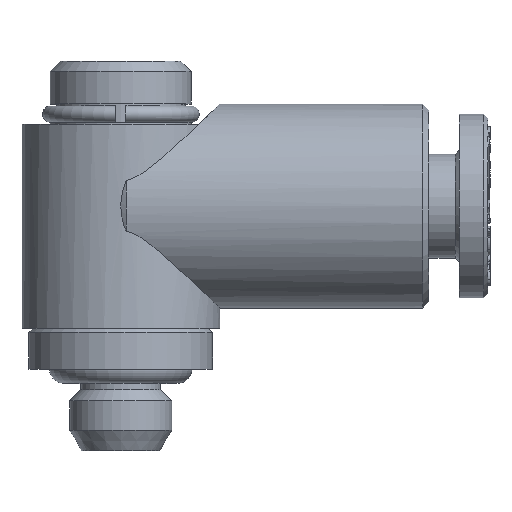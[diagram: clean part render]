
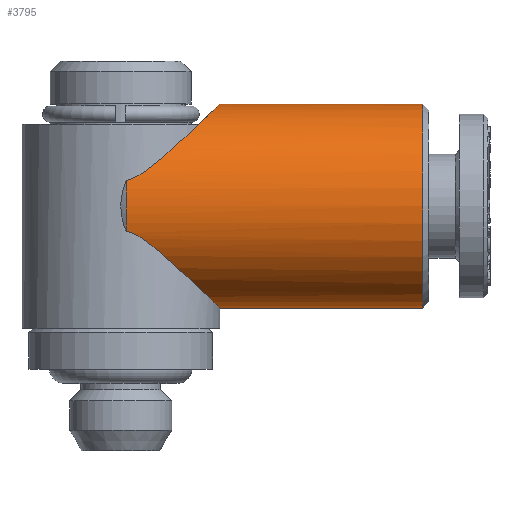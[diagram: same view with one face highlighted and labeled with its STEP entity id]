
A CAD part, top view. The second image highlights one B-rep face of the part: STEP entity #3795.
In plain terms, the highlighted cylindrical face has radius 5 mm (diameter 10 mm), a full revolution.
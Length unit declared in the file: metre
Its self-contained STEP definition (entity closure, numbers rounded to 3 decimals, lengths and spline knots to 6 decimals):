
#29=CYLINDRICAL_SURFACE('',#5622,0.005);
#52=CIRCLE('',#5536,0.005);
#55=CIRCLE('',#5551,0.005);
#64=CIRCLE('',#5578,0.005);
#1451=ORIENTED_EDGE('',*,*,#2115,.T.);
#1452=ORIENTED_EDGE('',*,*,#2180,.F.);
#1453=ORIENTED_EDGE('',*,*,#2093,.T.);
#1454=ORIENTED_EDGE('',*,*,#2240,.F.);
#1455=ORIENTED_EDGE('',*,*,#2091,.T.);
#1456=ORIENTED_EDGE('',*,*,#2193,.T.);
#1457=ORIENTED_EDGE('',*,*,#2095,.T.);
#2091=EDGE_CURVE('',#2607,#2605,#2859,.T.);
#2093=EDGE_CURVE('',#2609,#2608,#2861,.T.);
#2095=EDGE_CURVE('',#2606,#2610,#2863,.T.);
#2115=EDGE_CURVE('',#2626,#2626,#52,.T.);
#2180=EDGE_CURVE('',#2609,#2610,#55,.T.);
#2193=EDGE_CURVE('',#2605,#2606,#2882,.T.);
#2240=EDGE_CURVE('',#2607,#2608,#64,.T.);
#2605=VERTEX_POINT('',#7978);
#2606=VERTEX_POINT('',#7979);
#2607=VERTEX_POINT('',#7987);
#2608=VERTEX_POINT('',#7993);
#2609=VERTEX_POINT('',#8008);
#2610=VERTEX_POINT('',#8014);
#2626=VERTEX_POINT('',#8064);
#2859=B_SPLINE_CURVE_WITH_KNOTS('',3,(#7980,#7981,#7982,#7983,#7984,#7985,
#7986),.UNSPECIFIED.,.F.,.F.,(4,1,1,1,4),(0.,0.001244,0.002488,
0.003732,0.004976),.UNSPECIFIED.);
#2861=B_SPLINE_CURVE_WITH_KNOTS('',3,(#7994,#7995,#7996,#7997,#7998,#7999,
#8000,#8001,#8002,#8003,#8004,#8005,#8006,#8007),.UNSPECIFIED.,.F.,.F.,
(4,1,1,1,1,1,1,1,1,1,1,4),(0.,0.001049,0.002098,0.003147,
0.004196,0.006293,0.008391,0.010489,
0.012587,0.014685,0.015734,0.016783),
 .UNSPECIFIED.);
#2863=B_SPLINE_CURVE_WITH_KNOTS('',3,(#8015,#8016,#8017,#8018,#8019,#8020,
#8021),.UNSPECIFIED.,.F.,.F.,(4,1,1,1,4),(0.,0.001234,
0.002467,0.003701,0.004935),
 .UNSPECIFIED.);
#2882=B_SPLINE_CURVE_WITH_KNOTS('',3,(#8698,#8699,#8700,#8701,#8702,#8703,
#8704),.UNSPECIFIED.,.F.,.F.,(4,1,1,1,4),(0.,0.001706,
0.003413,0.005119,0.006825),
 .UNSPECIFIED.);
#3123=EDGE_LOOP('',(#1451));
#3124=EDGE_LOOP('',(#1452,#1453,#1454,#1455,#1456,#1457));
#3407=FACE_BOUND('',#3123,.T.);
#3408=FACE_BOUND('',#3124,.T.);
#3795=ADVANCED_FACE('',(#3407,#3408),#29,.T.);
#5536=AXIS2_PLACEMENT_3D('',#8063,#5942,#5943);
#5551=AXIS2_PLACEMENT_3D('',#8650,#6016,#6017);
#5578=AXIS2_PLACEMENT_3D('',#9210,#6111,#6112);
#5622=AXIS2_PLACEMENT_3D('',#10400,#6258,#6259);
#5942=DIRECTION('',(-1.,0.,0.));
#5943=DIRECTION('',(0.,0.,1.));
#6016=DIRECTION('',(-1.,0.,0.));
#6017=DIRECTION('',(0.,0.,1.));
#6111=DIRECTION('',(-1.,0.,0.));
#6112=DIRECTION('',(0.,0.,1.));
#6258=DIRECTION('',(1.,0.,0.));
#6259=DIRECTION('',(0.,0.,1.));
#7978=CARTESIAN_POINT('',(0.003811,0.004,-0.003));
#7979=CARTESIAN_POINT('',(0.003811,0.004,0.003));
#7980=CARTESIAN_POINT('',(0.00026,0.001243,-0.004843));
#7981=CARTESIAN_POINT('',(0.000675,0.00133,-0.004821));
#7982=CARTESIAN_POINT('',(0.001369,0.001806,-0.004687));
#7983=CARTESIAN_POINT('',(0.002271,0.002565,-0.004323));
#7984=CARTESIAN_POINT('',(0.003104,0.00333,-0.003772));
#7985=CARTESIAN_POINT('',(0.003588,0.003787,-0.003283));
#7986=CARTESIAN_POINT('',(0.003811,0.004,-0.003));
#7987=CARTESIAN_POINT('',(0.00026,0.001243,-0.004843));
#7993=CARTESIAN_POINT('',(0.00026,-0.001243,-0.004843));
#7994=CARTESIAN_POINT('',(0.00026,-0.001243,0.004843));
#7995=CARTESIAN_POINT('',(0.00061,-0.001316,0.004824));
#7996=CARTESIAN_POINT('',(0.001211,-0.001689,0.004722));
#7997=CARTESIAN_POINT('',(0.001992,-0.002323,0.004447));
#7998=CARTESIAN_POINT('',(0.002721,-0.002976,0.004044));
#7999=CARTESIAN_POINT('',(0.003598,-0.003793,0.003338));
#8000=CARTESIAN_POINT('',(0.004524,-0.004683,0.002096));
#8001=CARTESIAN_POINT('',(0.005011,-0.005157,0.00001));
#8002=CARTESIAN_POINT('',(0.004531,-0.004689,-0.002085));
#8003=CARTESIAN_POINT('',(0.003416,-0.003621,-0.003583));
#8004=CARTESIAN_POINT('',(0.002262,-0.002544,-0.004352));
#8005=CARTESIAN_POINT('',(0.001207,-0.001686,-0.004723));
#8006=CARTESIAN_POINT('',(0.00061,-0.001316,-0.004824));
#8007=CARTESIAN_POINT('',(0.00026,-0.001243,-0.004843));
#8008=CARTESIAN_POINT('',(0.00026,-0.001243,0.004843));
#8014=CARTESIAN_POINT('',(0.00026,0.001243,0.004843));
#8015=CARTESIAN_POINT('',(0.003811,0.004,0.003));
#8016=CARTESIAN_POINT('',(0.003587,0.003787,0.003284));
#8017=CARTESIAN_POINT('',(0.003104,0.003331,0.00377));
#8018=CARTESIAN_POINT('',(0.00228,0.002573,0.004318));
#8019=CARTESIAN_POINT('',(0.001369,0.001805,0.004688));
#8020=CARTESIAN_POINT('',(0.000672,0.001329,0.004821));
#8021=CARTESIAN_POINT('',(0.00026,0.001243,0.004843));
#8063=CARTESIAN_POINT('',(0.0148,0.,0.));
#8064=CARTESIAN_POINT('',(0.0148,0.,0.005));
#8650=CARTESIAN_POINT('',(0.00026,0.,0.));
#8698=CARTESIAN_POINT('',(0.003811,0.004,-0.003));
#8699=CARTESIAN_POINT('',(0.004117,0.004292,-0.002611));
#8700=CARTESIAN_POINT('',(0.004639,0.004795,-0.001707));
#8701=CARTESIAN_POINT('',(0.004955,0.005102,-0.000006));
#8702=CARTESIAN_POINT('',(0.00464,0.004796,0.001705));
#8703=CARTESIAN_POINT('',(0.004118,0.004292,0.00261));
#8704=CARTESIAN_POINT('',(0.003811,0.004,0.003));
#9210=CARTESIAN_POINT('',(0.00026,0.,0.));
#10400=CARTESIAN_POINT('',(-0.005577,0.,0.));
